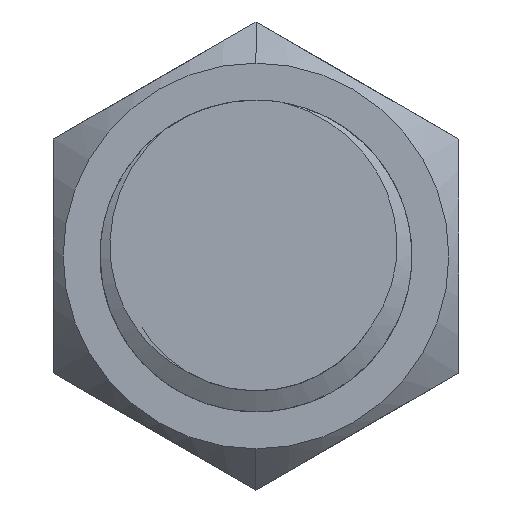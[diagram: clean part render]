
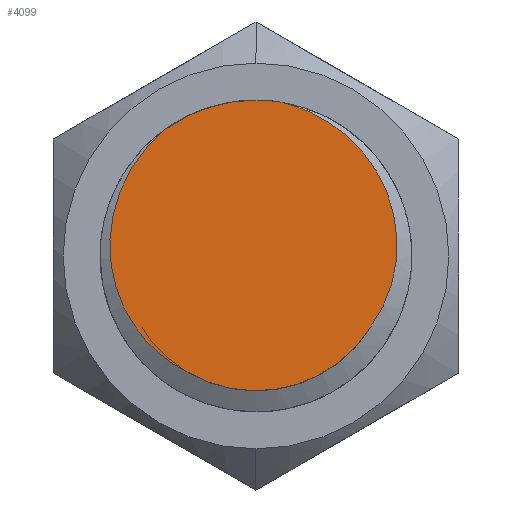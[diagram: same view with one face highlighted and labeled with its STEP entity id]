
A CAD part, left-side view. The second image highlights one B-rep face of the part: STEP entity #4099.
In plain terms, the highlighted planar face has unit normal (-1, 0, 0).
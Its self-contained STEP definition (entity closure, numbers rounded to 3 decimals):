
#32 = CARTESIAN_POINT ( 'NONE',  ( -6., 3.484, -2.782 ) ) ;
#48 = CARTESIAN_POINT ( 'NONE',  ( -6., 2.923, 4.057 ) ) ;
#200 = CARTESIAN_POINT ( 'NONE',  ( -6., -2.044, 4.464 ) ) ;
#221 = CARTESIAN_POINT ( 'NONE',  ( -6., -3.694, -2.246 ) ) ;
#322 = CARTESIAN_POINT ( 'NONE',  ( -6., 4.143, 2.586 ) ) ;
#325 = EDGE_LOOP ( 'NONE', ( #4085, #7839, #4665, #1398, #2542 ) ) ;
#536 = EDGE_CURVE ( 'NONE', #3243, #2211, #7139, .T. ) ;
#647 = CARTESIAN_POINT ( 'NONE',  ( -6., 4.313, -1.495 ) ) ;
#849 = CARTESIAN_POINT ( 'NONE',  ( -6., -4.41, 1.379 ) ) ;
#966 = CARTESIAN_POINT ( 'NONE',  ( -6., 3.485, 3.534 ) ) ;
#1007 = CARTESIAN_POINT ( 'NONE',  ( -6., 4.558, -0.771 ) ) ;
#1025 = CARTESIAN_POINT ( 'NONE',  ( -6., -2.325, -3.656 ) ) ;
#1046 = CARTESIAN_POINT ( 'NONE',  ( -6., -4.304, -1.067 ) ) ;
#1214 = CARTESIAN_POINT ( 'NONE',  ( -6., 2.246, -3.694 ) ) ;
#1254 = DIRECTION ( 'NONE',  ( 0., 0., 1. ) ) ;
#1398 = ORIENTED_EDGE ( 'NONE', *, *, #8483, .T. ) ;
#1507 = CARTESIAN_POINT ( 'NONE',  ( -6., -1.176, 4.848 ) ) ;
#1680 = CARTESIAN_POINT ( 'NONE',  ( -6., -3.373, -2.719 ) ) ;
#1700 = CARTESIAN_POINT ( 'NONE',  ( -6., -4.309, 1.746 ) ) ;
#1767 = CARTESIAN_POINT ( 'NONE',  ( -6., 0.093, -4.332 ) ) ;
#1900 = PLANE ( 'NONE',  #4935 ) ;
#2111 = CARTESIAN_POINT ( 'NONE',  ( -6., -4.247, 1.928 ) ) ;
#2151 = CARTESIAN_POINT ( 'NONE',  ( -6., -3.501, 3.248 ) ) ;
#2211 = VERTEX_POINT ( 'NONE', #48 ) ;
#2214 = B_SPLINE_CURVE_WITH_KNOTS ( 'NONE', 3,
 ( #5574, #6922, #966, #6279, #322, #2975, #8280, #2316, #4967, #7625, #6967, #1007, #2555, #647, #5860, #8034, #6637, #32, #3905, #8520, #5207 ),
 .UNSPECIFIED., .F., .F.,
 ( 4, 2, 2, 2, 2, 2, 1, 2, 2, 2, 4 ),
 ( 0., 0.001, 0.002, 0.003, 0.005, 0.005, 0.006, 0.006, 0.007, 0.008, 0.009 ),
 .UNSPECIFIED. ) ;
#2316 = CARTESIAN_POINT ( 'NONE',  ( -6., 4.684, 0.754 ) ) ;
#2354 = CARTESIAN_POINT ( 'NONE',  ( -6., -4.531, 0.63 ) ) ;
#2542 = ORIENTED_EDGE ( 'NONE', *, *, #7856, .T. ) ;
#2555 = CARTESIAN_POINT ( 'NONE',  ( -6., 4.458, -1.141 ) ) ;
#2662 = CARTESIAN_POINT ( 'NONE',  ( -6., -0.802, 4.935 ) ) ;
#2715 = VERTEX_POINT ( 'NONE', #221 ) ;
#2752 = CARTESIAN_POINT ( 'NONE',  ( -6., 0., 0. ) ) ;
#2975 = CARTESIAN_POINT ( 'NONE',  ( -6., 4.446, 1.884 ) ) ;
#3012 = CARTESIAN_POINT ( 'NONE',  ( -6., -3.92, -1.935 ) ) ;
#3206 = FACE_OUTER_BOUND ( 'NONE', #325, .T. ) ;
#3243 = VERTEX_POINT ( 'NONE', #6360 ) ;
#3317 = DIRECTION ( 'NONE',  ( 0., 0., 1. ) ) ;
#3416 = CARTESIAN_POINT ( 'NONE',  ( -6., -2.531, 4.159 ) ) ;
#3677 = CARTESIAN_POINT ( 'NONE',  ( -6., -3.546, -2.49 ) ) ;
#3696 = CARTESIAN_POINT ( 'NONE',  ( -6., -3.841, 2.788 ) ) ;
#3848 = CARTESIAN_POINT ( 'NONE',  ( -6., 0., 0. ) ) ;
#3858 = CARTESIAN_POINT ( 'NONE',  ( -6., -0.469, -4.307 ) ) ;
#3905 = CARTESIAN_POINT ( 'NONE',  ( -6., 2.911, -3.301 ) ) ;
#3907 = CARTESIAN_POINT ( 'NONE',  ( -6., -3.694, -2.246 ) ) ;
#4065 = CARTESIAN_POINT ( 'NONE',  ( -6., -4.481, -0.324 ) ) ;
#4085 = ORIENTED_EDGE ( 'NONE', *, *, #7291, .T. ) ;
#4099 = ADVANCED_FACE ( 'NONE', ( #3206 ), #1900, .T. ) ;
#4148 = CARTESIAN_POINT ( 'NONE',  ( -6., -3.376, 3.395 ) ) ;
#4331 = CARTESIAN_POINT ( 'NONE',  ( -6., 1.744, -3.966 ) ) ;
#4500 = DIRECTION ( 'NONE',  ( 0., 0., 1. ) ) ;
#4665 = ORIENTED_EDGE ( 'NONE', *, *, #5123, .T. ) ;
#4718 = CARTESIAN_POINT ( 'NONE',  ( -6., -2.211, 4.368 ) ) ;
#4759 = CARTESIAN_POINT ( 'NONE',  ( -6., -4.449, 1.194 ) ) ;
#4935 = AXIS2_PLACEMENT_3D ( 'NONE', #7203, #6466, #1254 ) ;
#4967 = CARTESIAN_POINT ( 'NONE',  ( -6., 4.702, 0.372 ) ) ;
#4983 = CARTESIAN_POINT ( 'NONE',  ( -6., -2.078, -3.802 ) ) ;
#5004 = CARTESIAN_POINT ( 'NONE',  ( -6., -3.694, -2.246 ) ) ;
#5098 = CIRCLE ( 'NONE', #7041, 5. ) ;
#5114 = CARTESIAN_POINT ( 'NONE',  ( -6., -0.749, -4.268 ) ) ;
#5123 = EDGE_CURVE ( 'NONE', #2211, #5359, #2214, .T. ) ;
#5205 = B_SPLINE_CURVE_WITH_KNOTS ( 'NONE', 3,
 ( #5004, #3012, #5656, #1046, #7620, #6163, #4065, #8115, #2354, #4759, #849, #1700, #2111, #6804, #3696, #2151, #4148, #5494, #8035, #3416, #4718, #200, #7380, #1507, #7423 ),
 .UNSPECIFIED., .F., .F.,
 ( 4, 2, 2, 2, 2, 2, 2, 2, 2, 1, 2, 2, 4 ),
 ( 0., 0.001, 0.002, 0.002, 0.003, 0.004, 0.005, 0.006, 0.006, 0.007, 0.007, 0.008, 0.009 ),
 .UNSPECIFIED. ) ;
#5207 = CARTESIAN_POINT ( 'NONE',  ( -6., 2.246, -3.694 ) ) ;
#5229 = DIRECTION ( 'NONE',  ( -1., 0., 0. ) ) ;
#5359 = VERTEX_POINT ( 'NONE', #8457 ) ;
#5494 = CARTESIAN_POINT ( 'NONE',  ( -6., -3.114, 3.672 ) ) ;
#5500 = B_SPLINE_CURVE_WITH_KNOTS ( 'NONE', 3,
 ( #1214, #6379, #4331, #6983, #7732, #5722, #1767, #3858, #5114, #6514, #5633, #4983, #1025, #7643, #5680, #1680, #3677, #3907 ),
 .UNSPECIFIED., .F., .F.,
 ( 4, 2, 2, 2, 2, 2, 2, 2, 4 ),
 ( 0., 0.001, 0.002, 0.003, 0.003, 0.004, 0.005, 0.006, 0.007 ),
 .UNSPECIFIED. ) ;
#5574 = CARTESIAN_POINT ( 'NONE',  ( -6., 2.923, 4.057 ) ) ;
#5633 = CARTESIAN_POINT ( 'NONE',  ( -6., -1.568, -4.039 ) ) ;
#5656 = CARTESIAN_POINT ( 'NONE',  ( -6., -4.1, -1.601 ) ) ;
#5680 = CARTESIAN_POINT ( 'NONE',  ( -6., -2.991, -3.135 ) ) ;
#5722 = CARTESIAN_POINT ( 'NONE',  ( -6., 0.378, -4.316 ) ) ;
#5860 = CARTESIAN_POINT ( 'NONE',  ( -6., 4.145, -1.84 ) ) ;
#6163 = CARTESIAN_POINT ( 'NONE',  ( -6., -4.45, -0.511 ) ) ;
#6279 = CARTESIAN_POINT ( 'NONE',  ( -6., 3.946, 2.924 ) ) ;
#6360 = CARTESIAN_POINT ( 'NONE',  ( -6., 0., 5. ) ) ;
#6379 = CARTESIAN_POINT ( 'NONE',  ( -6., 2.003, -3.842 ) ) ;
#6466 = DIRECTION ( 'NONE',  ( -1., 0., 0. ) ) ;
#6514 = CARTESIAN_POINT ( 'NONE',  ( -6., -1.302, -4.132 ) ) ;
#6637 = CARTESIAN_POINT ( 'NONE',  ( -6., 3.733, -2.491 ) ) ;
#6722 = AXIS2_PLACEMENT_3D ( 'NONE', #3848, #7108, #4500 ) ;
#6804 = CARTESIAN_POINT ( 'NONE',  ( -6., -4.028, 2.459 ) ) ;
#6922 = CARTESIAN_POINT ( 'NONE',  ( -6., 3.221, 3.809 ) ) ;
#6967 = CARTESIAN_POINT ( 'NONE',  ( -6., 4.635, -0.394 ) ) ;
#6983 = CARTESIAN_POINT ( 'NONE',  ( -6., 1.212, -4.16 ) ) ;
#7041 = AXIS2_PLACEMENT_3D ( 'NONE', #2752, #5229, #3317 ) ;
#7108 = DIRECTION ( 'NONE',  ( -1., 0., 0. ) ) ;
#7139 = CIRCLE ( 'NONE', #6722, 5. ) ;
#7203 = CARTESIAN_POINT ( 'NONE',  ( -6., 0., 0. ) ) ;
#7291 = EDGE_CURVE ( 'NONE', #7357, #3243, #5098, .T. ) ;
#7357 = VERTEX_POINT ( 'NONE', #2662 ) ;
#7380 = CARTESIAN_POINT ( 'NONE',  ( -6., -1.533, 4.719 ) ) ;
#7423 = CARTESIAN_POINT ( 'NONE',  ( -6., -0.802, 4.935 ) ) ;
#7620 = CARTESIAN_POINT ( 'NONE',  ( -6., -4.361, -0.883 ) ) ;
#7625 = CARTESIAN_POINT ( 'NONE',  ( -6., 4.661, -0.201 ) ) ;
#7643 = CARTESIAN_POINT ( 'NONE',  ( -6., -2.781, -3.322 ) ) ;
#7732 = CARTESIAN_POINT ( 'NONE',  ( -6., 0.939, -4.23 ) ) ;
#7839 = ORIENTED_EDGE ( 'NONE', *, *, #536, .T. ) ;
#7856 = EDGE_CURVE ( 'NONE', #2715, #7357, #5205, .T. ) ;
#8034 = CARTESIAN_POINT ( 'NONE',  ( -6., 4.049, -2.009 ) ) ;
#8035 = CARTESIAN_POINT ( 'NONE',  ( -6., -2.837, 3.932 ) ) ;
#8115 = CARTESIAN_POINT ( 'NONE',  ( -6., -4.54, 0.242 ) ) ;
#8280 = CARTESIAN_POINT ( 'NONE',  ( -6., 4.555, 1.516 ) ) ;
#8457 = CARTESIAN_POINT ( 'NONE',  ( -6., 2.246, -3.694 ) ) ;
#8483 = EDGE_CURVE ( 'NONE', #5359, #2715, #5500, .T. ) ;
#8520 = CARTESIAN_POINT ( 'NONE',  ( -6., 2.593, -3.52 ) ) ;
